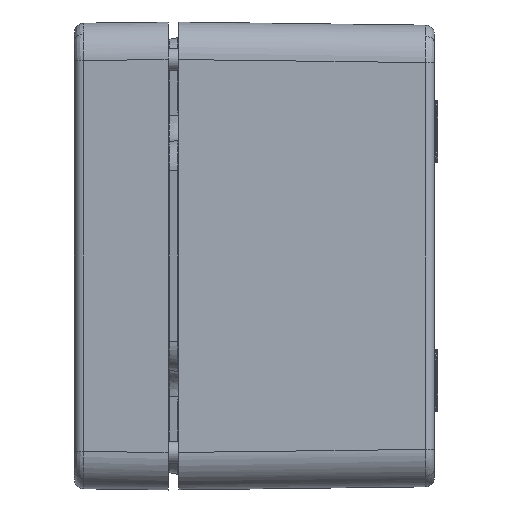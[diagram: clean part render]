
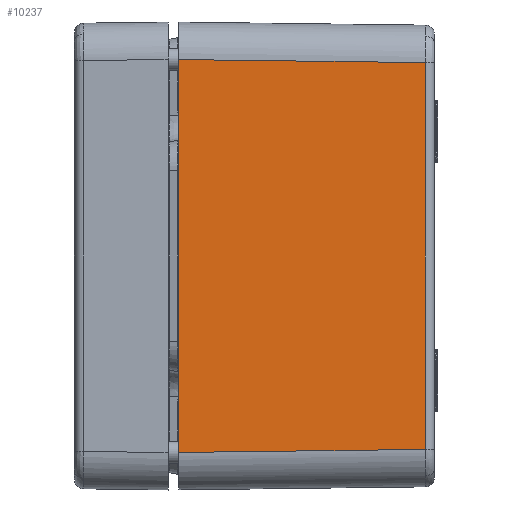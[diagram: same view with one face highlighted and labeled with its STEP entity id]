
A CAD part, left-side view. The second image highlights one B-rep face of the part: STEP entity #10237.
In plain terms, the highlighted planar face has unit normal (-1, -0.012, 0).
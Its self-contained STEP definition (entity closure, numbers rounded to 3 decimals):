
#812=LINE('',#19370,#1288);
#865=LINE('',#19679,#1341);
#866=LINE('',#19680,#1342);
#867=LINE('',#19681,#1343);
#1288=VECTOR('',#13839,1000.);
#1341=VECTOR('',#13996,1000.);
#1342=VECTOR('',#13997,1000.);
#1343=VECTOR('',#13998,1000.);
#1605=PLANE('',#11476);
#2271=FACE_OUTER_BOUND('',#3066,.T.);
#3066=EDGE_LOOP('',(#8339,#8340,#8341,#8342));
#4808=VERTEX_POINT('',#18374);
#4979=VERTEX_POINT('',#19368);
#4980=VERTEX_POINT('',#19369);
#5038=VERTEX_POINT('',#19678);
#6152=EDGE_CURVE('',#4979,#4980,#812,.T.);
#6243=EDGE_CURVE('',#4980,#5038,#865,.T.);
#6244=EDGE_CURVE('',#5038,#4808,#866,.T.);
#6245=EDGE_CURVE('',#4808,#4979,#867,.T.);
#8339=ORIENTED_EDGE('',*,*,#6243,.T.);
#8340=ORIENTED_EDGE('',*,*,#6244,.T.);
#8341=ORIENTED_EDGE('',*,*,#6245,.T.);
#8342=ORIENTED_EDGE('',*,*,#6152,.T.);
#10237=ADVANCED_FACE('',(#2271),#1605,.T.);
#11476=AXIS2_PLACEMENT_3D('',#19677,#13994,#13995);
#13839=DIRECTION('',(0.,0.,-1.));
#13994=DIRECTION('center_axis',(-1.,-0.012,
0.));
#13995=DIRECTION('ref_axis',(0.012,-1.,0.));
#13996=DIRECTION('',(0.012,-1.,0.012));
#13997=DIRECTION('',(0.,0.,1.));
#13998=DIRECTION('',(-0.012,1.,0.012));
#18374=CARTESIAN_POINT('',(-79.496,-39.218,30.997));
#19368=CARTESIAN_POINT('',(-79.979,0.3,31.48));
#19369=CARTESIAN_POINT('',(-79.979,0.3,-31.48));
#19370=CARTESIAN_POINT('',(-79.979,0.3,-37.5));
#19677=CARTESIAN_POINT('Origin',(-80.,2.,-37.5));
#19678=CARTESIAN_POINT('',(-79.496,-39.218,-30.997));
#19679=CARTESIAN_POINT('',(-80.001,2.073,-31.501));
#19680=CARTESIAN_POINT('',(-79.496,-39.218,30.979));
#19681=CARTESIAN_POINT('',(-79.99,1.157,31.49));
